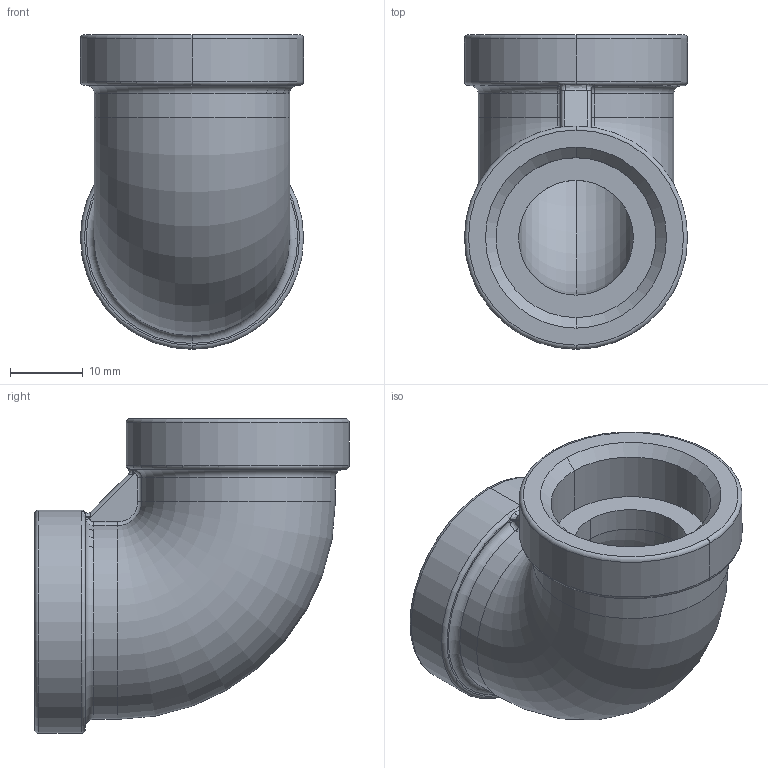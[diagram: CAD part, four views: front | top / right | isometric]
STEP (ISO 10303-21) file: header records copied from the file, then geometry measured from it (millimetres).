
FILE_DESCRIPTION (( 'STEP AP203' ), '1' );
FILE_NAME ('43685K12_Low-Pressure Socket-Connect Unthreaded Pipe Fitting.STEP', '2021-09-16T14:19:22', ( 'Administrator' ), ( 'Managed by Terraform' ), 'SwSTEP 2.0', 'SolidWorks 2017', '' );
FILE_SCHEMA (( 'CONFIG_CONTROL_DESIGN' ));
Length unit declared in the file: inch
Products named in the file (1): 43685K12_Low-Pressure Socket-Connect Unthreaded Pipe Fitting
Bounding box: 30.71 x 43.29 x 43.29 mm (x, y, z)
Volume: 17543.5 mm3; surface area: 8205.2 mm2
Topology: 1 solids, 1 shells, 67 faces, 149 edges, 86 vertices
Faces by surface type: cylinder 20, bspline 18, torus 16, plane 9, cone 4
Entity records: 2253 total; most frequent: CARTESIAN_POINT 783, ORIENTED_EDGE 298, DIRECTION 294, EDGE_CURVE 149, AXIS2_PLACEMENT_3D 133, VERTEX_POINT 86, CIRCLE 83, EDGE_LOOP 71
